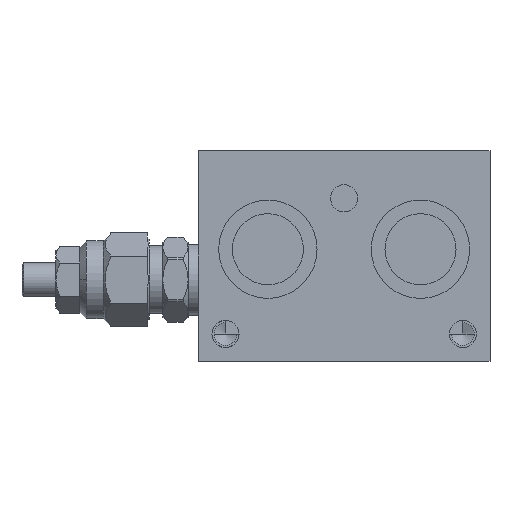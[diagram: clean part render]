
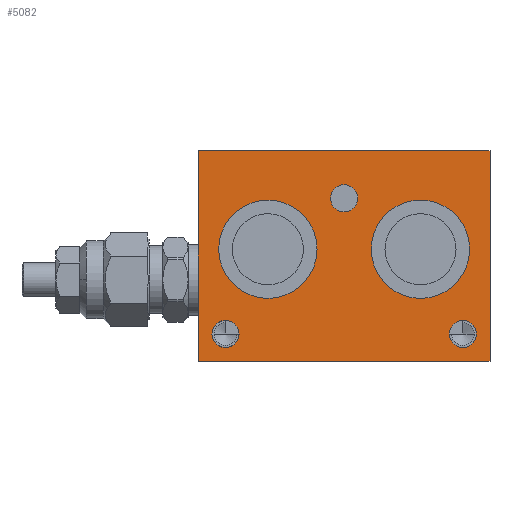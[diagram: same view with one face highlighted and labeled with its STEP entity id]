
A CAD part, front view. The second image highlights one B-rep face of the part: STEP entity #5082.
In plain terms, the highlighted planar face has unit normal (0, -1, 0).
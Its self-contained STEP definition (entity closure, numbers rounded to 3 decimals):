
#2836 = VERTEX_POINT( '', #8146 );
#2928 = VERTEX_POINT( '', #8246 );
#2968 = VERTEX_POINT( '', #8292 );
#3052 = EDGE_CURVE( '', #2928, #6492, #8406, .T. );
#3076 = VERTEX_POINT( '', #8433 );
#3410 = VERTEX_POINT( '', #8801 );
#3706 = EDGE_CURVE( '', #6492, #2928, #9129, .T. );
#3770 = VERTEX_POINT( '', #9200 );
#4168 = EDGE_CURVE( '', #7302, #5702, #9640, .T. );
#4228 = EDGE_CURVE( '', #6792, #3770, #9707, .T. );
#4764 = EDGE_CURVE( '', #3076, #6290, #10307, .T. );
#4962 = VERTEX_POINT( '', #10524 );
#5082 = ADVANCED_FACE( '', ( #10663, #10664, #10665, #10666, #10667, #10668 ), #10669, .F. );
#5378 = EDGE_CURVE( '', #6290, #3076, #11004, .T. );
#5380 = EDGE_CURVE( '', #3410, #6612, #11006, .T. );
#5658 = EDGE_CURVE( '', #2968, #4962, #11316, .T. );
#5702 = VERTEX_POINT( '', #11362 );
#5788 = EDGE_CURVE( '', #5702, #3770, #11460, .T. );
#6148 = EDGE_CURVE( '', #4962, #2968, #11865, .T. );
#6290 = VERTEX_POINT( '', #12029 );
#6492 = VERTEX_POINT( '', #12313 );
#6612 = VERTEX_POINT( '', #12442 );
#6792 = VERTEX_POINT( '', #12641 );
#6880 = VERTEX_POINT( '', #12738 );
#7124 = EDGE_CURVE( '', #6612, #3410, #13019, .T. );
#7190 = EDGE_CURVE( '', #2836, #6880, #13091, .T. );
#7252 = EDGE_CURVE( '', #6880, #2836, #13173, .T. );
#7302 = VERTEX_POINT( '', #13228 );
#7582 = EDGE_CURVE( '', #6792, #7302, #13546, .T. );
#8146 = CARTESIAN_POINT( '', ( 361., 0., 53. ) );
#8246 = CARTESIAN_POINT( '', ( 314., 0., 78. ) );
#8292 = CARTESIAN_POINT( '', ( 283., 0., 53. ) );
#8406 = CIRCLE( '', #14634, 14.5 );
#8433 = CARTESIAN_POINT( '', ( 318., 0., 93. ) );
#8801 = CARTESIAN_POINT( '', ( 330., 0., 78. ) );
#9129 = CIRCLE( '', #15677, 14.5 );
#9200 = CARTESIAN_POINT( '', ( 279., 0., 45. ) );
#9640 = LINE( '', #16381, #16382 );
#9707 = LINE( '', #16474, #16475 );
#10307 = CIRCLE( '', #17345, 4. );
#10524 = CARTESIAN_POINT( '', ( 291., 0., 53. ) );
#10663 = FACE_BOUND( '', #17819, .T. );
#10664 = FACE_BOUND( '', #17820, .T. );
#10665 = FACE_BOUND( '', #17821, .T. );
#10666 = FACE_BOUND( '', #17822, .T. );
#10667 = FACE_BOUND( '', #17823, .T. );
#10668 = FACE_OUTER_BOUND( '', #17824, .T. );
#10669 = PLANE( '', #17825 );
#11004 = CIRCLE( '', #18270, 4. );
#11006 = CIRCLE( '', #18273, 14.5 );
#11316 = CIRCLE( '', #18702, 4. );
#11362 = CARTESIAN_POINT( '', ( 365., 0., 45. ) );
#11460 = LINE( '', #18912, #18913 );
#11865 = CIRCLE( '', #19448, 4. );
#12029 = CARTESIAN_POINT( '', ( 326., 0., 93. ) );
#12313 = CARTESIAN_POINT( '', ( 285., 0., 78. ) );
#12442 = CARTESIAN_POINT( '', ( 359., 0., 78. ) );
#12641 = CARTESIAN_POINT( '', ( 279., 0., 107. ) );
#12738 = CARTESIAN_POINT( '', ( 353., 0., 53. ) );
#13019 = CIRCLE( '', #21055, 14.5 );
#13091 = CIRCLE( '', #21159, 4. );
#13173 = CIRCLE( '', #21266, 4. );
#13228 = CARTESIAN_POINT( '', ( 365., 0., 107. ) );
#13546 = LINE( '', #21858, #21859 );
#14634 = AXIS2_PLACEMENT_3D( '', #22955, #22956, #22957 );
#15677 = AXIS2_PLACEMENT_3D( '', #23754, #23755, #23756 );
#16381 = CARTESIAN_POINT( '', ( 365., 0., 76. ) );
#16382 = VECTOR( '', #24364, 1. );
#16474 = CARTESIAN_POINT( '', ( 279., 0., 76. ) );
#16475 = VECTOR( '', #24449, 1. );
#17345 = AXIS2_PLACEMENT_3D( '', #25243, #25244, #25245 );
#17819 = EDGE_LOOP( '', ( #25678, #25679 ) );
#17820 = EDGE_LOOP( '', ( #25680, #25681 ) );
#17821 = EDGE_LOOP( '', ( #25682, #25683 ) );
#17822 = EDGE_LOOP( '', ( #25684, #25685 ) );
#17823 = EDGE_LOOP( '', ( #25686, #25687 ) );
#17824 = EDGE_LOOP( '', ( #25688, #25689, #25690, #25691 ) );
#17825 = AXIS2_PLACEMENT_3D( '', #25692, #25693, #25694 );
#18270 = AXIS2_PLACEMENT_3D( '', #26125, #26126, #26127 );
#18273 = AXIS2_PLACEMENT_3D( '', #26128, #26129, #26130 );
#18702 = AXIS2_PLACEMENT_3D( '', #26502, #26503, #26504 );
#18912 = CARTESIAN_POINT( '', ( 322., 0., 45. ) );
#18913 = VECTOR( '', #26668, 1. );
#19448 = AXIS2_PLACEMENT_3D( '', #27144, #27145, #27146 );
#21055 = AXIS2_PLACEMENT_3D( '', #28581, #28582, #28583 );
#21159 = AXIS2_PLACEMENT_3D( '', #28656, #28657, #28658 );
#21266 = AXIS2_PLACEMENT_3D( '', #28717, #28718, #28719 );
#21858 = CARTESIAN_POINT( '', ( 322., 0., 107. ) );
#21859 = VECTOR( '', #29164, 1. );
#22955 = CARTESIAN_POINT( '', ( 299.5, 0., 78. ) );
#22956 = DIRECTION( '', ( 0., 1., 0. ) );
#22957 = DIRECTION( '', ( 1., 0., 0. ) );
#23754 = CARTESIAN_POINT( '', ( 299.5, 0., 78. ) );
#23755 = DIRECTION( '', ( 0., 1., 0. ) );
#23756 = DIRECTION( '', ( 1., 0., 0. ) );
#24364 = DIRECTION( '', ( 0., 0., -1. ) );
#24449 = DIRECTION( '', ( 0., 0., -1. ) );
#25243 = CARTESIAN_POINT( '', ( 322., 0., 93. ) );
#25244 = DIRECTION( '', ( 0., 1., 0. ) );
#25245 = DIRECTION( '', ( 1., 0., 0. ) );
#25678 = ORIENTED_EDGE( '', *, *, #6148, .T. );
#25679 = ORIENTED_EDGE( '', *, *, #5658, .T. );
#25680 = ORIENTED_EDGE( '', *, *, #7190, .T. );
#25681 = ORIENTED_EDGE( '', *, *, #7252, .T. );
#25682 = ORIENTED_EDGE( '', *, *, #7124, .T. );
#25683 = ORIENTED_EDGE( '', *, *, #5380, .T. );
#25684 = ORIENTED_EDGE( '', *, *, #3052, .T. );
#25685 = ORIENTED_EDGE( '', *, *, #3706, .T. );
#25686 = ORIENTED_EDGE( '', *, *, #5378, .T. );
#25687 = ORIENTED_EDGE( '', *, *, #4764, .T. );
#25688 = ORIENTED_EDGE( '', *, *, #4228, .T. );
#25689 = ORIENTED_EDGE( '', *, *, #5788, .F. );
#25690 = ORIENTED_EDGE( '', *, *, #4168, .F. );
#25691 = ORIENTED_EDGE( '', *, *, #7582, .F. );
#25692 = CARTESIAN_POINT( '', ( 322., 0., 76. ) );
#25693 = DIRECTION( '', ( 0., 1., 0. ) );
#25694 = DIRECTION( '', ( 0., 0., 1. ) );
#26125 = CARTESIAN_POINT( '', ( 322., 0., 93. ) );
#26126 = DIRECTION( '', ( 0., 1., 0. ) );
#26127 = DIRECTION( '', ( 1., 0., 0. ) );
#26128 = CARTESIAN_POINT( '', ( 344.5, 0., 78. ) );
#26129 = DIRECTION( '', ( 0., 1., 0. ) );
#26130 = DIRECTION( '', ( 1., 0., 0. ) );
#26502 = CARTESIAN_POINT( '', ( 287., 0., 53. ) );
#26503 = DIRECTION( '', ( 0., 1., 0. ) );
#26504 = DIRECTION( '', ( 1., 0., 0. ) );
#26668 = DIRECTION( '', ( -1., 0., 0. ) );
#27144 = CARTESIAN_POINT( '', ( 287., 0., 53. ) );
#27145 = DIRECTION( '', ( 0., 1., 0. ) );
#27146 = DIRECTION( '', ( 1., 0., 0. ) );
#28581 = CARTESIAN_POINT( '', ( 344.5, 0., 78. ) );
#28582 = DIRECTION( '', ( 0., 1., 0. ) );
#28583 = DIRECTION( '', ( 1., 0., 0. ) );
#28656 = CARTESIAN_POINT( '', ( 357., 0., 53. ) );
#28657 = DIRECTION( '', ( 0., 1., 0. ) );
#28658 = DIRECTION( '', ( 1., 0., 0. ) );
#28717 = CARTESIAN_POINT( '', ( 357., 0., 53. ) );
#28718 = DIRECTION( '', ( 0., 1., 0. ) );
#28719 = DIRECTION( '', ( 1., 0., 0. ) );
#29164 = DIRECTION( '', ( 1., 0., 0. ) );
